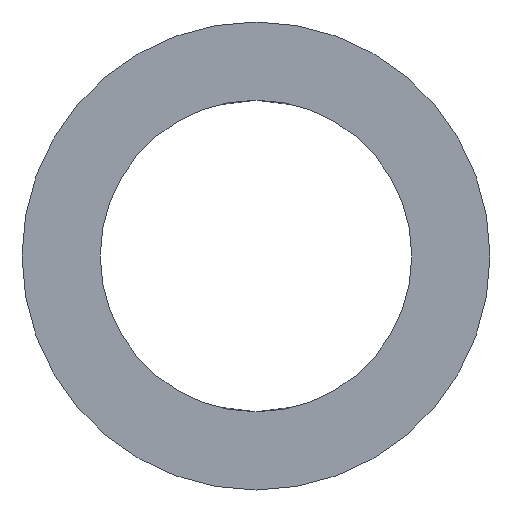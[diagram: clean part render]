
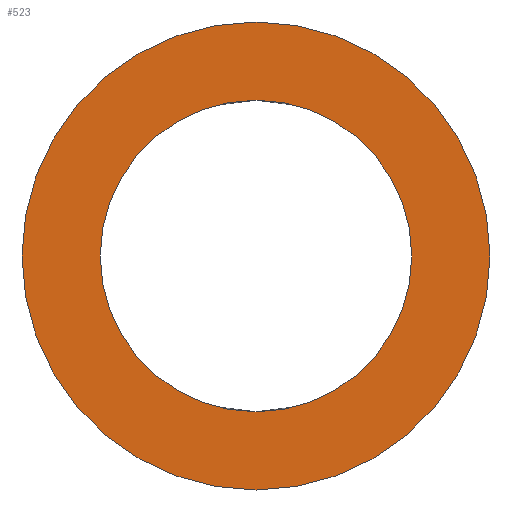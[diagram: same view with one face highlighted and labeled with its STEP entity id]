
A CAD part, left-side view. The second image highlights one B-rep face of the part: STEP entity #523.
In plain terms, the highlighted planar face has unit normal (-1, 0, 0).
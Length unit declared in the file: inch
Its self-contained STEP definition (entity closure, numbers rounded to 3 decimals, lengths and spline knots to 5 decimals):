
#8 = DIRECTION ( 'NONE',  ( 0., 0., -1. ) ) ;
#27 = CIRCLE ( 'NONE', #583, 0.15 ) ;
#29 = DIRECTION ( 'NONE',  ( 0., 0., -1. ) ) ;
#51 = FACE_BOUND ( 'NONE', #2063, .T. ) ;
#234 = EDGE_CURVE ( 'NONE', #2580, #2000, #353, .T. ) ;
#274 = CARTESIAN_POINT ( 'NONE',  ( -0.17403, -0.071, -0.09983 ) ) ;
#285 = EDGE_CURVE ( 'NONE', #1723, #1967, #820, .T. ) ;
#309 = AXIS2_PLACEMENT_3D ( 'NONE', #1309, #1218, #29 ) ;
#353 = CIRCLE ( 'NONE', #532, 0.09983 ) ;
#480 = CARTESIAN_POINT ( 'NONE',  ( -0.17403, -0.071, -0.15 ) ) ;
#523 = ADVANCED_FACE ( 'NONE', ( #51, #1497 ), #2015, .T. ) ;
#532 = AXIS2_PLACEMENT_3D ( 'NONE', #1671, #1973, #1746 ) ;
#538 = ORIENTED_EDGE ( 'NONE', *, *, #285, .F. ) ;
#583 = AXIS2_PLACEMENT_3D ( 'NONE', #1845, #1872, #1991 ) ;
#586 = DIRECTION ( 'NONE',  ( 1., 0., 0. ) ) ;
#598 = EDGE_LOOP ( 'NONE', ( #538, #916 ) ) ;
#599 = ORIENTED_EDGE ( 'NONE', *, *, #234, .T. ) ;
#623 = ORIENTED_EDGE ( 'NONE', *, *, #1518, .T. ) ;
#820 = CIRCLE ( 'NONE', #309, 0.15 ) ;
#915 = EDGE_CURVE ( 'NONE', #1967, #1723, #27, .T. ) ;
#916 = ORIENTED_EDGE ( 'NONE', *, *, #915, .F. ) ;
#1218 = DIRECTION ( 'NONE',  ( 1., 0., 0. ) ) ;
#1290 = CARTESIAN_POINT ( 'NONE',  ( -0.17403, 0.02883, 0. ) ) ;
#1309 = CARTESIAN_POINT ( 'NONE',  ( -0.17403, -0.071, 0. ) ) ;
#1387 = CIRCLE ( 'NONE', #1545, 0.09983 ) ;
#1497 = FACE_OUTER_BOUND ( 'NONE', #598, .T. ) ;
#1518 = EDGE_CURVE ( 'NONE', #2000, #2580, #1387, .T. ) ;
#1545 = AXIS2_PLACEMENT_3D ( 'NONE', #2525, #586, #8 ) ;
#1671 = CARTESIAN_POINT ( 'NONE',  ( -0.17403, -0.071, 0. ) ) ;
#1703 = CARTESIAN_POINT ( 'NONE',  ( -0.17403, -0.071, 0.09983 ) ) ;
#1723 = VERTEX_POINT ( 'NONE', #480 ) ;
#1733 = DIRECTION ( 'NONE',  ( -1., 0., 0. ) ) ;
#1746 = DIRECTION ( 'NONE',  ( 0., 0., -1. ) ) ;
#1845 = CARTESIAN_POINT ( 'NONE',  ( -0.17403, -0.071, 0. ) ) ;
#1872 = DIRECTION ( 'NONE',  ( 1., 0., 0. ) ) ;
#1882 = CARTESIAN_POINT ( 'NONE',  ( -0.17403, -0.071, 0.15 ) ) ;
#1889 = AXIS2_PLACEMENT_3D ( 'NONE', #1290, #1733, #1956 ) ;
#1956 = DIRECTION ( 'NONE',  ( 0., 0., 1. ) ) ;
#1967 = VERTEX_POINT ( 'NONE', #1882 ) ;
#1973 = DIRECTION ( 'NONE',  ( 1., 0., 0. ) ) ;
#1991 = DIRECTION ( 'NONE',  ( 0., 0., -1. ) ) ;
#2000 = VERTEX_POINT ( 'NONE', #274 ) ;
#2015 = PLANE ( 'NONE',  #1889 ) ;
#2063 = EDGE_LOOP ( 'NONE', ( #623, #599 ) ) ;
#2525 = CARTESIAN_POINT ( 'NONE',  ( -0.17403, -0.071, 0. ) ) ;
#2580 = VERTEX_POINT ( 'NONE', #1703 ) ;
